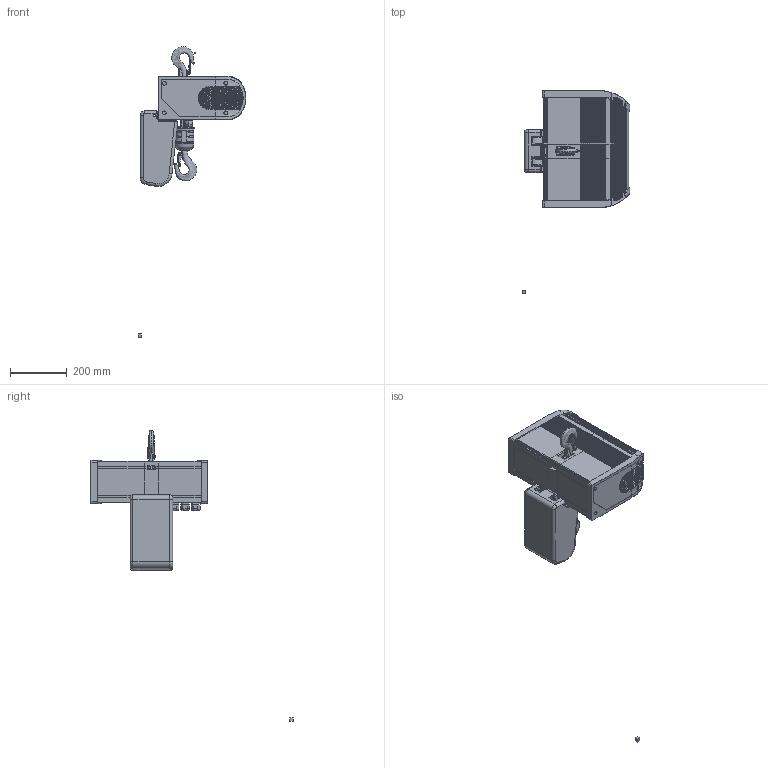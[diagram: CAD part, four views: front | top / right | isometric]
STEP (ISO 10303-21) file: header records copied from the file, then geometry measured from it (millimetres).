
FILE_DESCRIPTION(('STEP AP214'),'1');
FILE_NAME('temp1.stp','2014-09-19T05:35:02',(' '),(' '),'Spatial InterOp 3D',' ',' ');
FILE_SCHEMA(('automotive_design'));
Length unit declared in the file: millimetre
Products named in the file (22): Crane_3D; Fixing; Frame2; K05_Cframe2; K05_Lframe2; K05_Rframe2; Hoi05EPl; H1-1448597_CLX05-HOOK; Cover_1; K5_konecover2; K5_koneco1; K5_konecover3; HoiChaBag_K5_2; Hoi_KX5_Upp_Hook; 53101094_1_MODEL; 53101533_1; Hook_KX020_2; Block_K52; K05Lhook; 53101534_1_MODEL-1; 53101535_1; Part_constr_2d
Assembly tree (21 placements, depth 4):
  Crane_3D
    Fixing
    H1-1448597_CLX05-HOOK
      Frame2
        K05_Cframe2
        K05_Lframe2
        K05_Rframe2
        Hoi05EPl
      Cover_1
        K5_konecover2
        K5_koneco1
        K5_konecover3
      HoiChaBag_K5_2
      Hoi_KX5_Upp_Hook
        53101094_1_MODEL
        53101533_1
    Hook_KX020_2
      Block_K52
      K05Lhook
        53101534_1_MODEL-1
        53101535_1
    Part_constr_2d
Bounding box: 379.5 x 712 x 1021.94 mm (x, y, z)
Volume: 4688913.5 mm3; surface area: 1639309.2 mm2
Topology: 16 solids, 16 shells, 2676 faces, 7627 edges, 4937 vertices
Faces by surface type: cylinder 1271, plane 1102, torus 134, bspline 117, cone 42, sphere 10
Entity records: 157099 total; most frequent: CARTESIAN_POINT 46373, ORIENTED_EDGE 15236, DIRECTION 14844, EDGE_CURVE 7618, STYLED_ITEM 6297, PRESENTATION_STYLE_ASSIGNMENT 6297, COLOUR_RGB 6297, AXIS2_PLACEMENT_3D 5280
